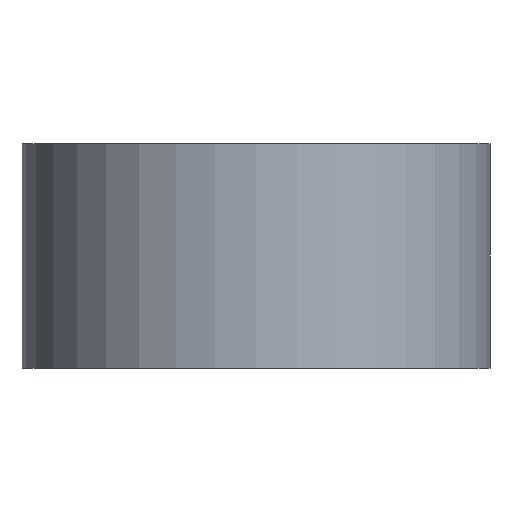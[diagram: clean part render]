
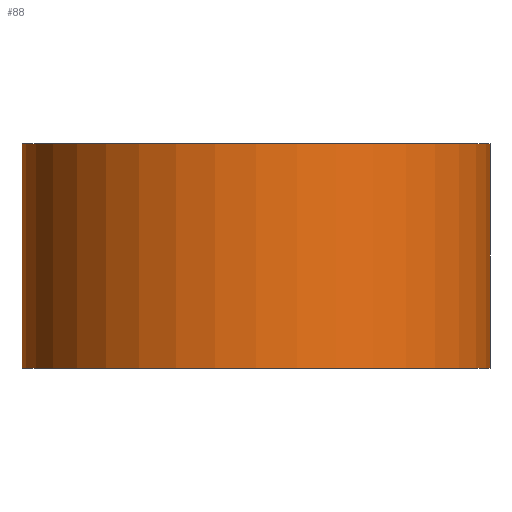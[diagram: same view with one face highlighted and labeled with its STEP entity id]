
A CAD part, front view. The second image highlights one B-rep face of the part: STEP entity #88.
In plain terms, the highlighted cylindrical face has radius 2.5 mm (diameter 5 mm), a partial arc.
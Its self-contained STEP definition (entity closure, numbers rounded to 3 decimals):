
#2 = DIRECTION ( 'NONE',  ( 0., 0., -1. ) ) ;
#9 = CARTESIAN_POINT ( 'NONE',  ( 2.5, 0., 2.4 ) ) ;
#11 = VECTOR ( 'NONE', #102, 1000. ) ;
#12 = EDGE_CURVE ( 'NONE', #131, #195, #100, .T. ) ;
#19 = VERTEX_POINT ( 'NONE', #181 ) ;
#21 = DIRECTION ( 'NONE',  ( -1., 0., 0. ) ) ;
#30 = AXIS2_PLACEMENT_3D ( 'NONE', #156, #82, #53 ) ;
#34 = DIRECTION ( 'NONE',  ( 1., 0., 0. ) ) ;
#48 = DIRECTION ( 'NONE',  ( 0., 0., -1. ) ) ;
#49 = ORIENTED_EDGE ( 'NONE', *, *, #178, .T. ) ;
#50 = AXIS2_PLACEMENT_3D ( 'NONE', #80, #48, #21 ) ;
#53 = DIRECTION ( 'NONE',  ( 1., 0., 0. ) ) ;
#57 = DIRECTION ( 'NONE',  ( 0., 0., 1. ) ) ;
#62 = ORIENTED_EDGE ( 'NONE', *, *, #12, .F. ) ;
#63 = EDGE_CURVE ( 'NONE', #19, #94, #174, .T. ) ;
#64 = CARTESIAN_POINT ( 'NONE',  ( -2.5, 0., 2.4 ) ) ;
#65 = CYLINDRICAL_SURFACE ( 'NONE', #50, 2.5 ) ;
#66 = CARTESIAN_POINT ( 'NONE',  ( 2.5, 0., 2.4 ) ) ;
#71 = CARTESIAN_POINT ( 'NONE',  ( 0., 0., 0. ) ) ;
#72 = ORIENTED_EDGE ( 'NONE', *, *, #63, .T. ) ;
#80 = CARTESIAN_POINT ( 'NONE',  ( 0., 0., 2.4 ) ) ;
#82 = DIRECTION ( 'NONE',  ( 0., 0., 1. ) ) ;
#87 = CIRCLE ( 'NONE', #30, 2.5 ) ;
#88 = ADVANCED_FACE ( 'NONE', ( #185 ), #65, .T. ) ;
#94 = VERTEX_POINT ( 'NONE', #122 ) ;
#100 = LINE ( 'NONE', #9, #11 ) ;
#101 = CARTESIAN_POINT ( 'NONE',  ( 2.5, 0., 0. ) ) ;
#102 = DIRECTION ( 'NONE',  ( 0., 0., -1. ) ) ;
#113 = ORIENTED_EDGE ( 'NONE', *, *, #157, .F. ) ;
#122 = CARTESIAN_POINT ( 'NONE',  ( -2.5, 0., 0. ) ) ;
#131 = VERTEX_POINT ( 'NONE', #66 ) ;
#156 = CARTESIAN_POINT ( 'NONE',  ( 0., 0., 2.4 ) ) ;
#157 = EDGE_CURVE ( 'NONE', #19, #131, #87, .T. ) ;
#169 = VECTOR ( 'NONE', #2, 1000. ) ;
#174 = LINE ( 'NONE', #64, #169 ) ;
#176 = CIRCLE ( 'NONE', #189, 2.5 ) ;
#178 = EDGE_CURVE ( 'NONE', #94, #195, #176, .T. ) ;
#181 = CARTESIAN_POINT ( 'NONE',  ( -2.5, 0., 2.4 ) ) ;
#185 = FACE_OUTER_BOUND ( 'NONE', #193, .T. ) ;
#189 = AXIS2_PLACEMENT_3D ( 'NONE', #71, #57, #34 ) ;
#193 = EDGE_LOOP ( 'NONE', ( #62, #113, #72, #49 ) ) ;
#195 = VERTEX_POINT ( 'NONE', #101 ) ;
